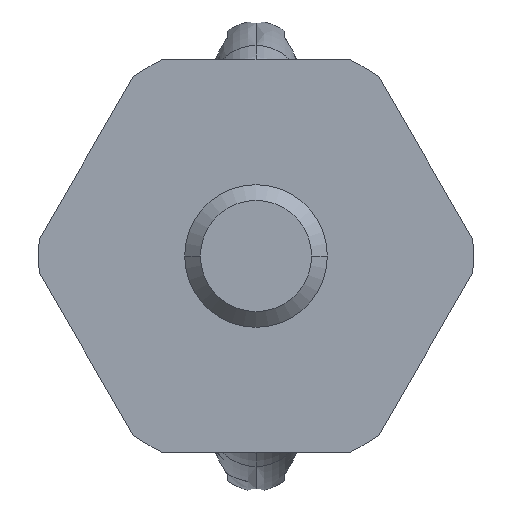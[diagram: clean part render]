
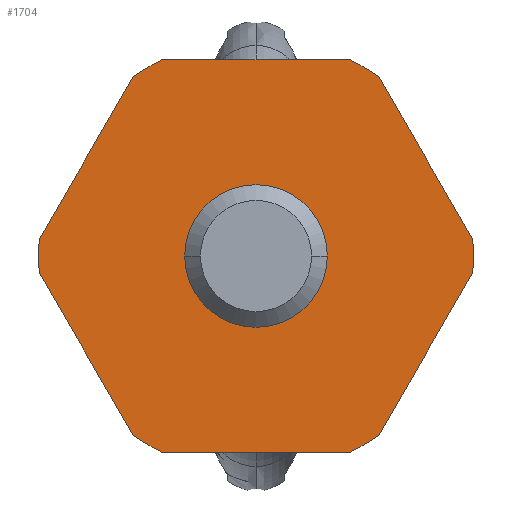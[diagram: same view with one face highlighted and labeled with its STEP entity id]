
A CAD part, front view. The second image highlights one B-rep face of the part: STEP entity #1704.
In plain terms, the highlighted planar face has unit normal (0, -1, 0).
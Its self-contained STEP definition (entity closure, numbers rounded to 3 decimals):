
#1=DIRECTION('',(0.5,0.,-0.866));
#2=VECTOR('',#1,26.382);
#3=CARTESIAN_POINT('',(-30.411,0.,-2.326));
#4=LINE('',#3,#2);
#5=DIRECTION('',(0.5,0.,0.866));
#6=VECTOR('',#5,26.382);
#7=CARTESIAN_POINT('',(-30.411,0.,2.326));
#8=LINE('',#7,#6);
#9=CARTESIAN_POINT('',(0.,0.,0.));
#10=DIRECTION('',(0.,1.,0.));
#11=DIRECTION('',(-0.565,0.,0.825));
#12=AXIS2_PLACEMENT_3D('',#9,#10,#11);
#14=DIRECTION('',(-1.,0.,0.));
#15=VECTOR('',#14,26.382);
#16=CARTESIAN_POINT('',(13.191,0.,27.5));
#17=LINE('',#16,#15);
#18=CARTESIAN_POINT('',(0.,0.,0.));
#19=DIRECTION('',(0.,1.,0.));
#20=DIRECTION('',(0.432,0.,0.902));
#21=AXIS2_PLACEMENT_3D('',#18,#19,#20);
#23=DIRECTION('',(-0.5,0.,0.866));
#24=VECTOR('',#23,26.382);
#25=CARTESIAN_POINT('',(30.411,0.,2.326));
#26=LINE('',#25,#24);
#27=DIRECTION('',(-0.5,0.,-0.866));
#28=VECTOR('',#27,26.382);
#29=CARTESIAN_POINT('',(30.411,0.,-2.326));
#30=LINE('',#29,#28);
#31=CARTESIAN_POINT('',(0.,0.,0.));
#32=DIRECTION('',(0.,1.,0.));
#33=DIRECTION('',(0.565,0.,-0.825));
#34=AXIS2_PLACEMENT_3D('',#31,#32,#33);
#36=DIRECTION('',(1.,0.,0.));
#37=VECTOR('',#36,26.382);
#38=CARTESIAN_POINT('',(-13.191,0.,-27.5));
#39=LINE('',#38,#37);
#40=CARTESIAN_POINT('',(0.,0.,0.));
#41=DIRECTION('',(0.,1.,0.));
#42=DIRECTION('',(-0.432,0.,-0.902));
#43=AXIS2_PLACEMENT_3D('',#40,#41,#42);
#45=CARTESIAN_POINT('',(0.,0.,0.));
#46=DIRECTION('',(0.,-1.,0.));
#47=DIRECTION('',(1.,0.,0.));
#48=AXIS2_PLACEMENT_3D('',#45,#46,#47);
#50=CARTESIAN_POINT('',(0.,0.,0.));
#51=DIRECTION('',(0.,-1.,0.));
#52=DIRECTION('',(-1.,0.,0.));
#53=AXIS2_PLACEMENT_3D('',#50,#51,#52);
#68=CARTESIAN_POINT('',(0.,0.,0.));
#69=DIRECTION('',(0.,-1.,0.));
#70=DIRECTION('',(-0.997,0.,0.076));
#71=AXIS2_PLACEMENT_3D('',#68,#69,#70);
#73=CARTESIAN_POINT('',(0.,0.,0.));
#74=DIRECTION('',(0.,-1.,0.));
#75=DIRECTION('',(0.997,0.,-0.076));
#76=AXIS2_PLACEMENT_3D('',#73,#74,#75);
#1259=CARTESIAN_POINT('',(-30.411,0.,-2.326));
#1260=CARTESIAN_POINT('',(-17.22,0.,-25.174));
#1261=VERTEX_POINT('',#1259);
#1262=VERTEX_POINT('',#1260);
#1263=CARTESIAN_POINT('',(-13.191,0.,-27.5));
#1264=CARTESIAN_POINT('',(13.191,0.,-27.5));
#1265=VERTEX_POINT('',#1263);
#1266=VERTEX_POINT('',#1264);
#1267=CARTESIAN_POINT('',(30.411,0.,-2.326));
#1268=CARTESIAN_POINT('',(17.22,0.,-25.174));
#1269=VERTEX_POINT('',#1267);
#1270=VERTEX_POINT('',#1268);
#1271=CARTESIAN_POINT('',(30.411,0.,2.326));
#1272=CARTESIAN_POINT('',(17.22,0.,25.174));
#1273=VERTEX_POINT('',#1271);
#1274=VERTEX_POINT('',#1272);
#1275=CARTESIAN_POINT('',(13.191,0.,27.5));
#1276=CARTESIAN_POINT('',(-13.191,0.,27.5));
#1277=VERTEX_POINT('',#1275);
#1278=VERTEX_POINT('',#1276);
#1279=CARTESIAN_POINT('',(-30.411,0.,2.326));
#1280=CARTESIAN_POINT('',(-17.22,0.,25.174));
#1281=VERTEX_POINT('',#1279);
#1282=VERTEX_POINT('',#1280);
#1375=CARTESIAN_POINT('',(8.2,0.,0.));
#1376=CARTESIAN_POINT('',(-8.2,0.,0.));
#1377=VERTEX_POINT('',#1375);
#1378=VERTEX_POINT('',#1376);
#1667=CARTESIAN_POINT('',(0.,0.,0.));
#1668=DIRECTION('',(0.,1.,0.));
#1669=DIRECTION('',(1.,0.,0.));
#1670=AXIS2_PLACEMENT_3D('',#1667,#1668,#1669);
#1671=PLANE('',#1670);
#1673=ORIENTED_EDGE('',*,*,#1672,.F.);
#1675=ORIENTED_EDGE('',*,*,#1674,.F.);
#1677=ORIENTED_EDGE('',*,*,#1676,.T.);
#1679=ORIENTED_EDGE('',*,*,#1678,.T.);
#1681=ORIENTED_EDGE('',*,*,#1680,.F.);
#1683=ORIENTED_EDGE('',*,*,#1682,.T.);
#1685=ORIENTED_EDGE('',*,*,#1684,.F.);
#1687=ORIENTED_EDGE('',*,*,#1686,.F.);
#1689=ORIENTED_EDGE('',*,*,#1688,.T.);
#1691=ORIENTED_EDGE('',*,*,#1690,.T.);
#1693=ORIENTED_EDGE('',*,*,#1692,.F.);
#1695=ORIENTED_EDGE('',*,*,#1694,.T.);
#1696=EDGE_LOOP('',(#1673,#1675,#1677,#1679,#1681,#1683,#1685,#1687,#1689,#1691,
#1693,#1695));
#1697=FACE_OUTER_BOUND('',#1696,.F.);
#1699=ORIENTED_EDGE('',*,*,#1698,.T.);
#1701=ORIENTED_EDGE('',*,*,#1700,.T.);
#1702=EDGE_LOOP('',(#1699,#1701));
#1703=FACE_BOUND('',#1702,.F.);
#1704=ADVANCED_FACE('',(#1697,#1703),#1671,.F.);
#13=CIRCLE('',#12,30.5);
#22=CIRCLE('',#21,30.5);
#35=CIRCLE('',#34,30.5);
#44=CIRCLE('',#43,30.5);
#49=CIRCLE('',#48,8.2);
#54=CIRCLE('',#53,8.2);
#72=CIRCLE('',#71,30.5);
#77=CIRCLE('',#76,30.5);
#1672=EDGE_CURVE('',#1261,#1262,#4,.T.);
#1674=EDGE_CURVE('',#1281,#1261,#72,.T.);
#1676=EDGE_CURVE('',#1281,#1282,#8,.T.);
#1678=EDGE_CURVE('',#1282,#1278,#13,.T.);
#1680=EDGE_CURVE('',#1277,#1278,#17,.T.);
#1682=EDGE_CURVE('',#1277,#1274,#22,.T.);
#1684=EDGE_CURVE('',#1273,#1274,#26,.T.);
#1686=EDGE_CURVE('',#1269,#1273,#77,.T.);
#1688=EDGE_CURVE('',#1269,#1270,#30,.T.);
#1690=EDGE_CURVE('',#1270,#1266,#35,.T.);
#1692=EDGE_CURVE('',#1265,#1266,#39,.T.);
#1694=EDGE_CURVE('',#1265,#1262,#44,.T.);
#1698=EDGE_CURVE('',#1377,#1378,#49,.T.);
#1700=EDGE_CURVE('',#1378,#1377,#54,.T.);
